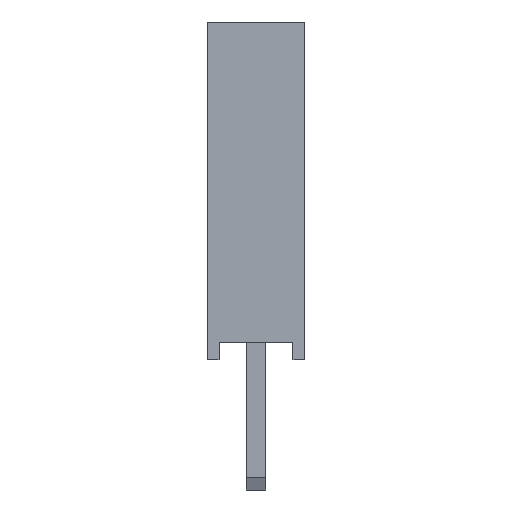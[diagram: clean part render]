
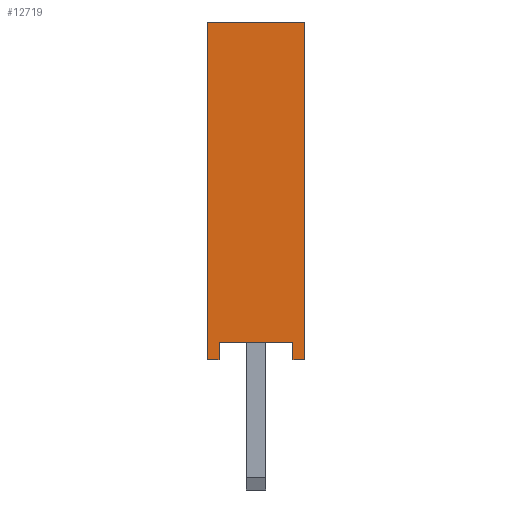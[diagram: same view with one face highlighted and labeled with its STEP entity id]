
A CAD part, left-side view. The second image highlights one B-rep face of the part: STEP entity #12719.
In plain terms, the highlighted planar face has unit normal (-1, 0, 0).
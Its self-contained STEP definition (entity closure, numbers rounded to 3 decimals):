
#314=FACE_OUTER_BOUND('',#1023,.T.);
#1023=EDGE_LOOP('',(#8253,#8254,#8255,#8256,#8257,#8258,#8259,#8260));
#1825=LINE('',#17744,#3490);
#1829=LINE('',#17753,#3494);
#1833=LINE('',#17760,#3498);
#1835=LINE('',#17766,#3500);
#1842=LINE('',#17780,#3507);
#1844=LINE('',#17784,#3509);
#1846=LINE('',#17788,#3511);
#1848=LINE('',#17791,#3513);
#3490=VECTOR('',#14408,10.);
#3494=VECTOR('',#14414,10.);
#3498=VECTOR('',#14420,10.);
#3500=VECTOR('',#14428,10.);
#3507=VECTOR('',#14439,10.);
#3509=VECTOR('',#14443,10.);
#3511=VECTOR('',#14447,10.);
#3513=VECTOR('',#14451,10.);
#5130=VERTEX_POINT('',#17742);
#5131=VERTEX_POINT('',#17743);
#5134=VERTEX_POINT('',#17751);
#5135=VERTEX_POINT('',#17752);
#5138=VERTEX_POINT('',#17765);
#5143=VERTEX_POINT('',#17779);
#5144=VERTEX_POINT('',#17783);
#5145=VERTEX_POINT('',#17787);
#6333=EDGE_CURVE('',#5130,#5131,#1825,.T.);
#6337=EDGE_CURVE('',#5134,#5135,#1829,.T.);
#6341=EDGE_CURVE('',#5131,#5134,#1833,.T.);
#6343=EDGE_CURVE('',#5135,#5138,#1835,.T.);
#6350=EDGE_CURVE('',#5143,#5130,#1842,.T.);
#6352=EDGE_CURVE('',#5144,#5143,#1844,.T.);
#6354=EDGE_CURVE('',#5145,#5144,#1846,.T.);
#6356=EDGE_CURVE('',#5138,#5145,#1848,.T.);
#8253=ORIENTED_EDGE('',*,*,#6350,.F.);
#8254=ORIENTED_EDGE('',*,*,#6352,.F.);
#8255=ORIENTED_EDGE('',*,*,#6354,.F.);
#8256=ORIENTED_EDGE('',*,*,#6356,.F.);
#8257=ORIENTED_EDGE('',*,*,#6343,.F.);
#8258=ORIENTED_EDGE('',*,*,#6337,.F.);
#8259=ORIENTED_EDGE('',*,*,#6341,.F.);
#8260=ORIENTED_EDGE('',*,*,#6333,.F.);
#11635=PLANE('',#13460);
#12719=ADVANCED_FACE('',(#314),#11635,.F.);
#13460=AXIS2_PLACEMENT_3D('',#17792,#14452,#14453);
#14408=DIRECTION('',(0.,0.,1.));
#14414=DIRECTION('',(0.,0.,-1.));
#14420=DIRECTION('',(0.,-1.,0.));
#14428=DIRECTION('',(0.,1.,0.));
#14439=DIRECTION('',(0.,1.,0.));
#14443=DIRECTION('',(0.,0.,-1.));
#14447=DIRECTION('',(0.,1.,0.));
#14451=DIRECTION('',(0.,0.,1.));
#14452=DIRECTION('center_axis',(1.,0.,0.));
#14453=DIRECTION('ref_axis',(0.,0.,-1.));
#17742=CARTESIAN_POINT('',(-1.317,1.238,0.));
#17743=CARTESIAN_POINT('',(-1.317,1.238,8.575));
#17744=CARTESIAN_POINT('',(-1.317,1.238,2.144));
#17751=CARTESIAN_POINT('',(-1.317,-1.238,8.575));
#17752=CARTESIAN_POINT('',(-1.317,-1.238,0.));
#17753=CARTESIAN_POINT('',(-1.317,-1.238,2.144));
#17760=CARTESIAN_POINT('',(-1.317,-1.238,8.575));
#17765=CARTESIAN_POINT('',(-1.317,-0.938,0.));
#17766=CARTESIAN_POINT('',(-1.317,-1.238,0.));
#17779=CARTESIAN_POINT('',(-1.317,0.938,0.));
#17780=CARTESIAN_POINT('',(-1.317,-1.238,0.));
#17783=CARTESIAN_POINT('',(-1.317,0.938,0.448));
#17784=CARTESIAN_POINT('',(-1.317,0.938,0.));
#17787=CARTESIAN_POINT('',(-1.317,-0.938,0.448));
#17788=CARTESIAN_POINT('',(-1.317,-0.15,0.448));
#17791=CARTESIAN_POINT('',(-1.317,-0.938,0.224));
#17792=CARTESIAN_POINT('Origin',(-1.317,-1.238,0.));
